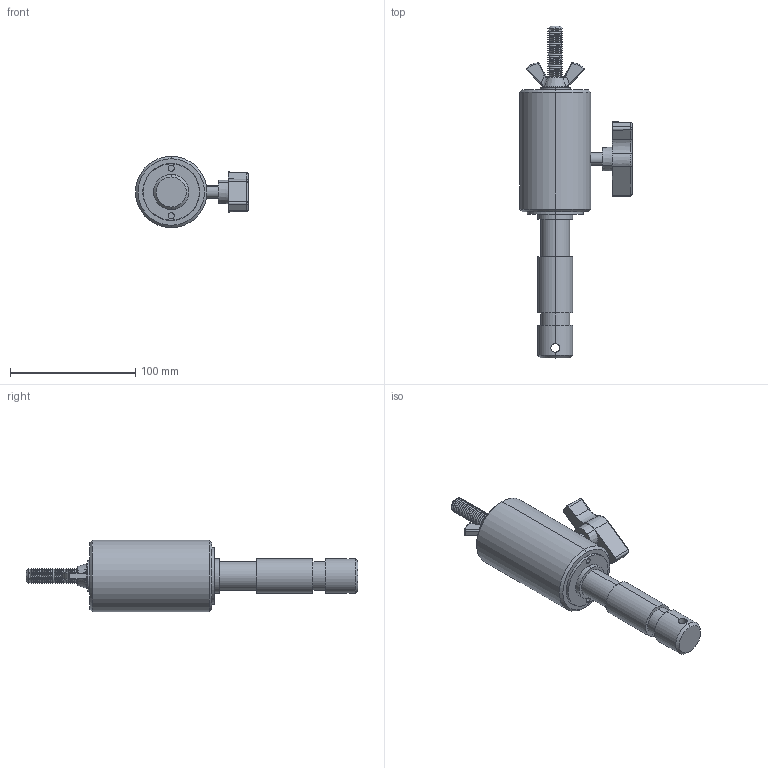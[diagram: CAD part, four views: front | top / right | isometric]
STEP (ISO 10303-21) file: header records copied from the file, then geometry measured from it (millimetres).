
FILE_DESCRIPTION (( 'STEP AP203' ), '1' );
FILE_NAME ('T74200.STEP', '2018-09-05T13:39:50', ( '' ), ( '' ), 'SwSTEP 2.0', 'SolidWorks 2016', '' );
FILE_SCHEMA (( 'CONFIG_CONTROL_DESIGN' ));
Length unit declared in the file: millimetre
Products named in the file (16): S2880; TH1235; B Washer_Bright washer BS 4320 - M12 (Form B); TH1239; TH1238; Single Coil Rectangular Section Spring Washer_Doughty Fastners_Rectangular section spring washer BS 4464 - 10 (Type B); S2857_S2857; TH1241; F883_DIN 315-M12-GT-C-N; TH1237; TH1242; TH1236; Hex Nut Style 1 GradeAB_Doughty Fastners_Hexagon Nut ISO - 4032 - M10 - D - S; TH1234; T74200; Doughty Knob_S0140
Assembly tree (15 placements, depth 3):
  T74200
    TH1241
      TH1239
      TH1242
    F883_DIN 315-M12-GT-C-N
    Doughty Knob_S0140
    B Washer_Bright washer BS 4320 - M12 (Form B)
    TH1236
    TH1234
    TH1235
    TH1238
    TH1237
    S2880
    Hex Nut Style 1 GradeAB_Doughty Fastners_Hexagon Nut ISO - 4032 - M10 - D - S
    Single Coil Rectangular Section Spring Washer_Doughty Fastners_Rectangular section spring washer BS 4464 - 10 (Type B)
    S2857_S2857
Bounding box: 90.38 x 265.5 x 57.15 mm (x, y, z)
Volume: 307573.4 mm3; surface area: 93090.9 mm2
Topology: 14 solids, 16 shells, 691 faces, 1499 edges, 870 vertices
Faces by surface type: cone 232, cylinder 232, plane 147, torus 44, bspline 28, sphere 8
Entity records: 21266 total; most frequent: CARTESIAN_POINT 4280, DIRECTION 3493, ORIENTED_EDGE 2982, EDGE_CURVE 1491, AXIS2_PLACEMENT_3D 1424, VERTEX_POINT 870, EDGE_LOOP 761, CIRCLE 742
